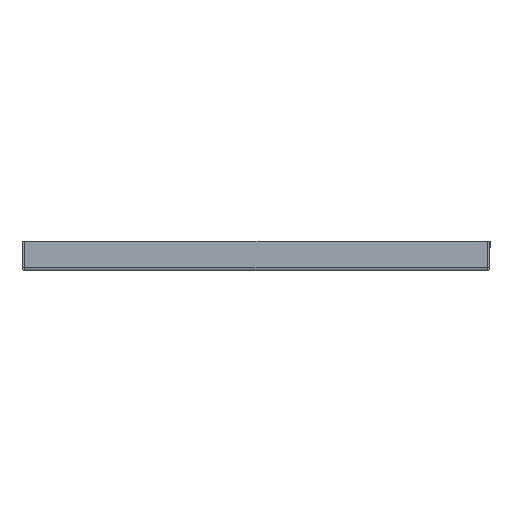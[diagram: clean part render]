
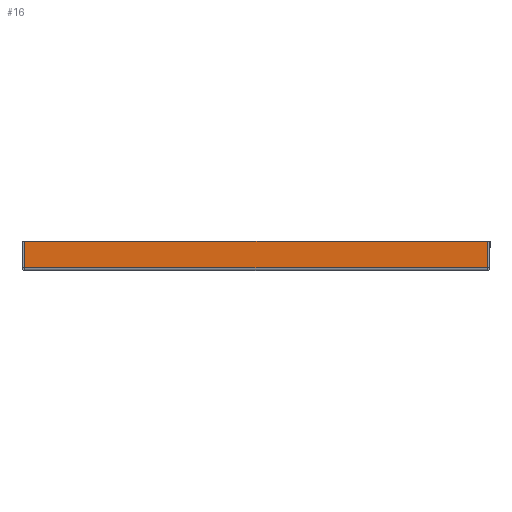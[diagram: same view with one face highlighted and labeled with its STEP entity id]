
A CAD part, left-side view. The second image highlights one B-rep face of the part: STEP entity #16.
In plain terms, the highlighted planar face has unit normal (-1, 0, 0).
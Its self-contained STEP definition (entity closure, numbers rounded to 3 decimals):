
#16 = ADVANCED_FACE ( 'NONE', ( #1436 ), #2578, .F. ) ;
#659 = EDGE_CURVE ( 'NONE', #2508, #2512, #2023, .T. ) ;
#661 = EDGE_CURVE ( 'NONE', #2508, #2510, #2031, .T. ) ;
#662 = EDGE_CURVE ( 'NONE', #2521, #2512, #2027, .T. ) ;
#667 = EDGE_CURVE ( 'NONE', #2510, #2521, #2034, .T. ) ;
#799 = AXIS2_PLACEMENT_3D ( 'NONE', #2573, #2583, #2584 ) ;
#942 = ORIENTED_EDGE ( 'NONE', *, *, #662, .T. ) ;
#943 = ORIENTED_EDGE ( 'NONE', *, *, #667, .T. ) ;
#944 = ORIENTED_EDGE ( 'NONE', *, *, #661, .T. ) ;
#945 = ORIENTED_EDGE ( 'NONE', *, *, #659, .F. ) ;
#1228 = EDGE_LOOP ( 'NONE', ( #945, #944, #943, #942 ) ) ;
#1436 = FACE_OUTER_BOUND ( 'NONE', #1228, .T. ) ;
#2023 = LINE ( 'NONE', #3427, #2024 ) ;
#2024 = VECTOR ( 'NONE', #3428, 1000. ) ;
#2027 = LINE ( 'NONE', #3429, #2033 ) ;
#2031 = LINE ( 'NONE', #3432, #2032 ) ;
#2032 = VECTOR ( 'NONE', #3433, 1000. ) ;
#2033 = VECTOR ( 'NONE', #3435, 1000. ) ;
#2034 = LINE ( 'NONE', #3445, #2039 ) ;
#2039 = VECTOR ( 'NONE', #3446, 1000. ) ;
#2508 = VERTEX_POINT ( 'NONE', #3873 ) ;
#2510 = VERTEX_POINT ( 'NONE', #3875 ) ;
#2512 = VERTEX_POINT ( 'NONE', #3877 ) ;
#2521 = VERTEX_POINT ( 'NONE', #3886 ) ;
#2573 = CARTESIAN_POINT ( 'NONE',  ( -948.5, -130.99, 1.5 ) ) ;
#2578 = PLANE ( 'NONE',  #799 ) ;
#2583 = DIRECTION ( 'NONE',  ( 1., 0., 0. ) ) ;
#2584 = DIRECTION ( 'NONE',  ( 0., 0., -1. ) ) ;
#3427 = CARTESIAN_POINT ( 'NONE',  ( -948.5, -130.99, 1.6 ) ) ;
#3428 = DIRECTION ( 'NONE',  ( 0., 1., 0. ) ) ;
#3429 = CARTESIAN_POINT ( 'NONE',  ( -948.5, 130.99, 1.5 ) ) ;
#3432 = CARTESIAN_POINT ( 'NONE',  ( -948.5, -130.99, 16.5 ) ) ;
#3433 = DIRECTION ( 'NONE',  ( 0., 0., 1. ) ) ;
#3435 = DIRECTION ( 'NONE',  ( 0., 0., -1. ) ) ;
#3445 = CARTESIAN_POINT ( 'NONE',  ( -948.5, 130.99, 16.5 ) ) ;
#3446 = DIRECTION ( 'NONE',  ( 0., 1., 0. ) ) ;
#3873 = CARTESIAN_POINT ( 'NONE',  ( -948.5, -130.99, 1.6 ) ) ;
#3875 = CARTESIAN_POINT ( 'NONE',  ( -948.5, -130.99, 16.5 ) ) ;
#3877 = CARTESIAN_POINT ( 'NONE',  ( -948.5, 130.99, 1.6 ) ) ;
#3886 = CARTESIAN_POINT ( 'NONE',  ( -948.5, 130.99, 16.5 ) ) ;
